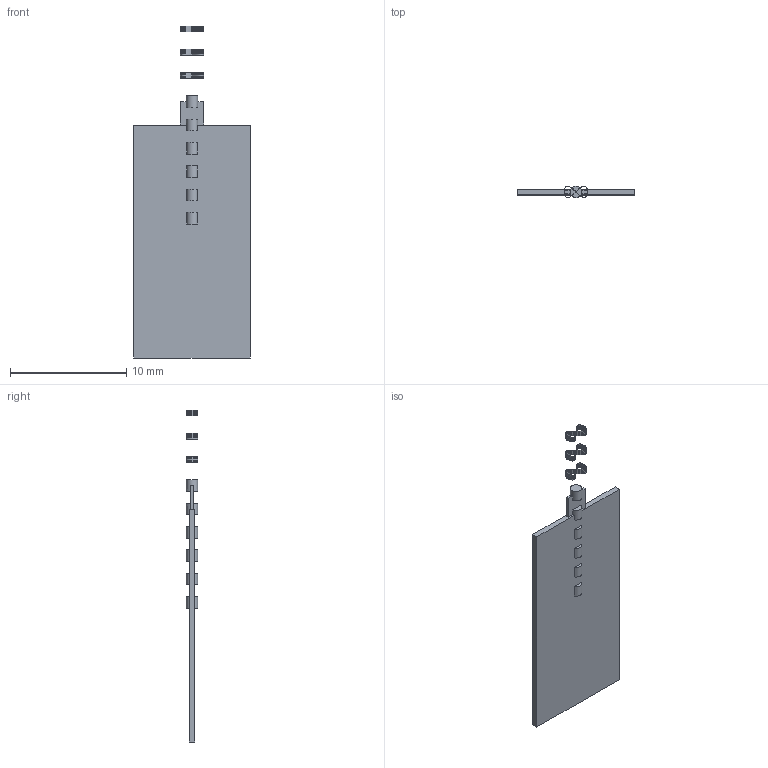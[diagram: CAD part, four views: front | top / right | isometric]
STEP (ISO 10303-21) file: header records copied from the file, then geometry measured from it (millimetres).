
FILE_DESCRIPTION(('Open CASCADE Model'),'2;1');
FILE_NAME('Open CASCADE Shape Model','2024-05-30T00:51:24',('Author'),( 'Open CASCADE'),'Open CASCADE STEP processor 7.7','Open CASCADE 7.7' ,'Unknown');
FILE_SCHEMA(('AUTOMOTIVE_DESIGN { 1 0 10303 214 1 1 1 1 }'));
Length unit declared in the file: millimetre
Products named in the file (5): Open CASCADE STEP translator 7.7 7; Open CASCADE STEP translator 7.7 7.1; Open CASCADE STEP translator 7.7 7.2; Open CASCADE STEP translator 7.7 7.3; Open CASCADE STEP translator 7.7 7.4
Assembly tree (4 placements, depth 2):
  Open CASCADE STEP translator 7.7 7
    Open CASCADE STEP translator 7.7 7.1
    Open CASCADE STEP translator 7.7 7.2
    Open CASCADE STEP translator 7.7 7.3
    Open CASCADE STEP translator 7.7 7.4
Bounding box: 10 x 1 x 28.5 mm (x, y, z)
Volume: 104.1 mm3; surface area: 466.5 mm2
Topology: 4 solids, 4 shells, 437 faces, 1191 edges, 764 vertices
Faces by surface type: plane 426, cylinder 11
Full cylindrical faces by diameter (mm): 1 x1
Entity records: 24534 total; most frequent: CARTESIAN_POINT 4065, DIRECTION 3779, LINE 2973, VECTOR 2973, ORIENTED_EDGE 2022, PCURVE 2022, DEFINITIONAL_REPRESENTATION 2022, EDGE_CURVE 1011
